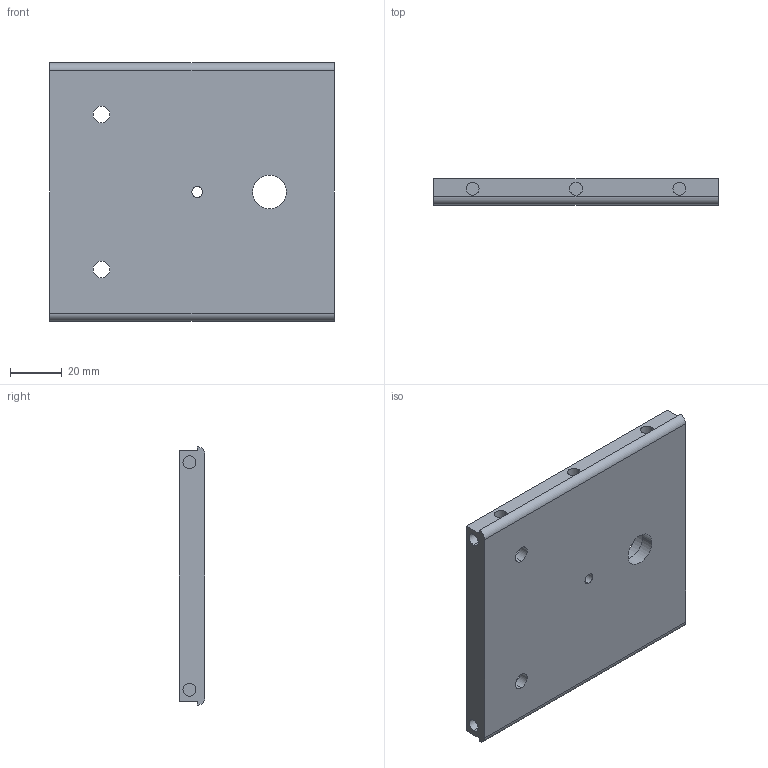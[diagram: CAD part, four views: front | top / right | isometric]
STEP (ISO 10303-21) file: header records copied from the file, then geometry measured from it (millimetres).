
FILE_DESCRIPTION (( 'STEP AP214' ), '1' );
FILE_NAME ('Housing Side 2.STEP', '2025-02-03T20:24:05', ( '' ), ( '' ), 'SwSTEP 2.0', 'SolidWorks 2022', '' );
FILE_SCHEMA (( 'AUTOMOTIVE_DESIGN' ));
Length unit declared in the file: millimetre
Products named in the file (1): Housing Side 2
Bounding box: 110 x 10 x 100 mm (x, y, z)
Volume: 103005.2 mm3; surface area: 27529.9 mm2
Topology: 1 solids, 1 shells, 77 faces, 174 edges, 116 vertices
Faces by surface type: cylinder 40, plane 37
Entity records: 2238 total; most frequent: DIRECTION 410, CARTESIAN_POINT 368, ORIENTED_EDGE 348, EDGE_CURVE 174, AXIS2_PLACEMENT_3D 158, VERTEX_POINT 116, EDGE_LOOP 102, VECTOR 94
